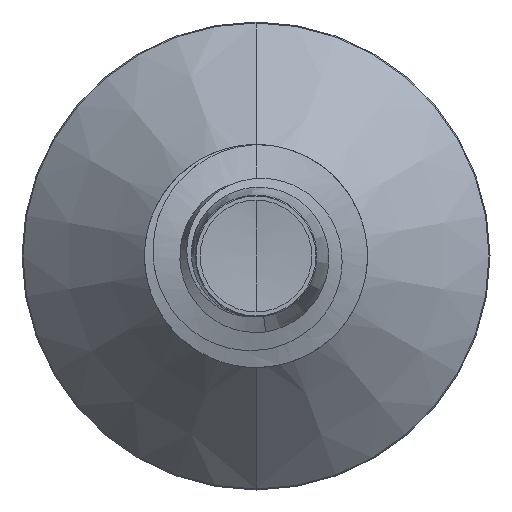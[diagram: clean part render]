
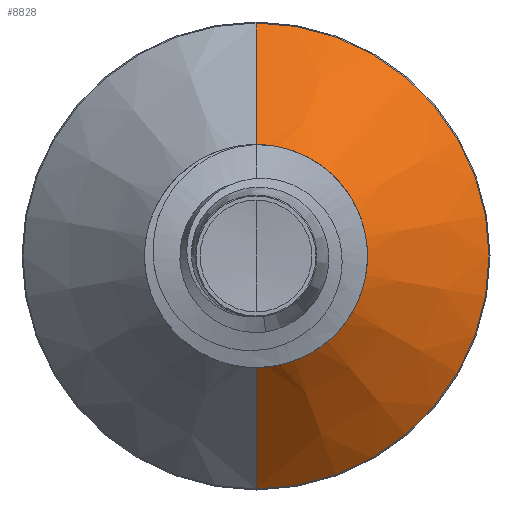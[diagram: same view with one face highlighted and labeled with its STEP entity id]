
A CAD part, front view. The second image highlights one B-rep face of the part: STEP entity #8828.
In plain terms, the highlighted conical face has half-angle 45 degrees and reference radius 1.857 mm.
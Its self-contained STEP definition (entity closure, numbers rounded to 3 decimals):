
#372 = CARTESIAN_POINT ( 'NONE',  ( 0., 6.957, -1.857 ) ) ;
#1096 = ORIENTED_EDGE ( 'NONE', *, *, #12231, .T. ) ;
#1267 = EDGE_LOOP ( 'NONE', ( #1096, #5099, #8102, #10423 ) ) ;
#1278 = AXIS2_PLACEMENT_3D ( 'NONE', #7552, #7429, #6968 ) ;
#2186 = AXIS2_PLACEMENT_3D ( 'NONE', #5077, #5061, #5039 ) ;
#2282 = CARTESIAN_POINT ( 'NONE',  ( 0., 6.957, -1.857 ) ) ;
#2383 = DIRECTION ( 'NONE',  ( 0., 0.707, -0.707 ) ) ;
#2529 = CARTESIAN_POINT ( 'NONE',  ( 0., 9.282, -4.182 ) ) ;
#3206 = DIRECTION ( 'NONE',  ( 0., 0.707, 0.707 ) ) ;
#3393 = CARTESIAN_POINT ( 'NONE',  ( 0., 6.957, 1.857 ) ) ;
#3963 = CARTESIAN_POINT ( 'NONE',  ( 0., 6.957, 1.857 ) ) ;
#4486 = AXIS2_PLACEMENT_3D ( 'NONE', #7211, #7167, #7240 ) ;
#4801 = VERTEX_POINT ( 'NONE', #3963 ) ;
#5039 = DIRECTION ( 'NONE',  ( 0., 0., 1. ) ) ;
#5061 = DIRECTION ( 'NONE',  ( 0., 1., 0. ) ) ;
#5077 = CARTESIAN_POINT ( 'NONE',  ( 0., 9.282, 0. ) ) ;
#5099 = ORIENTED_EDGE ( 'NONE', *, *, #12003, .T. ) ;
#5968 = VERTEX_POINT ( 'NONE', #372 ) ;
#6063 = CARTESIAN_POINT ( 'NONE',  ( 0., 9.282, 4.182 ) ) ;
#6367 = VECTOR ( 'NONE', #3206, 1000. ) ;
#6968 = DIRECTION ( 'NONE',  ( 0., 0., 1. ) ) ;
#7167 = DIRECTION ( 'NONE',  ( 0., 1., 0. ) ) ;
#7211 = CARTESIAN_POINT ( 'NONE',  ( 0., 6.957, 0. ) ) ;
#7240 = DIRECTION ( 'NONE',  ( 0., 0., 1. ) ) ;
#7429 = DIRECTION ( 'NONE',  ( 0., 1., 0. ) ) ;
#7552 = CARTESIAN_POINT ( 'NONE',  ( 0., 6.957, 0. ) ) ;
#7583 = FACE_OUTER_BOUND ( 'NONE', #1267, .T. ) ;
#7723 = VECTOR ( 'NONE', #2383, 1000. ) ;
#8102 = ORIENTED_EDGE ( 'NONE', *, *, #11574, .F. ) ;
#8803 = LINE ( 'NONE', #3393, #6367 ) ;
#8828 = ADVANCED_FACE ( 'NONE', ( #7583 ), #9541, .T. ) ;
#9541 = CONICAL_SURFACE ( 'NONE', #4486, 1.857, 0.785 ) ;
#10423 = ORIENTED_EDGE ( 'NONE', *, *, #11663, .F. ) ;
#10441 = VERTEX_POINT ( 'NONE', #2529 ) ;
#11389 = VERTEX_POINT ( 'NONE', #6063 ) ;
#11574 = EDGE_CURVE ( 'NONE', #11389, #10441, #11673, .T. ) ;
#11663 = EDGE_CURVE ( 'NONE', #4801, #11389, #8803, .T. ) ;
#11673 = CIRCLE ( 'NONE', #2186, 4.182 ) ;
#12003 = EDGE_CURVE ( 'NONE', #5968, #10441, #12076, .T. ) ;
#12076 = LINE ( 'NONE', #2282, #7723 ) ;
#12231 = EDGE_CURVE ( 'NONE', #4801, #5968, #12559, .T. ) ;
#12559 = CIRCLE ( 'NONE', #1278, 1.857 ) ;
